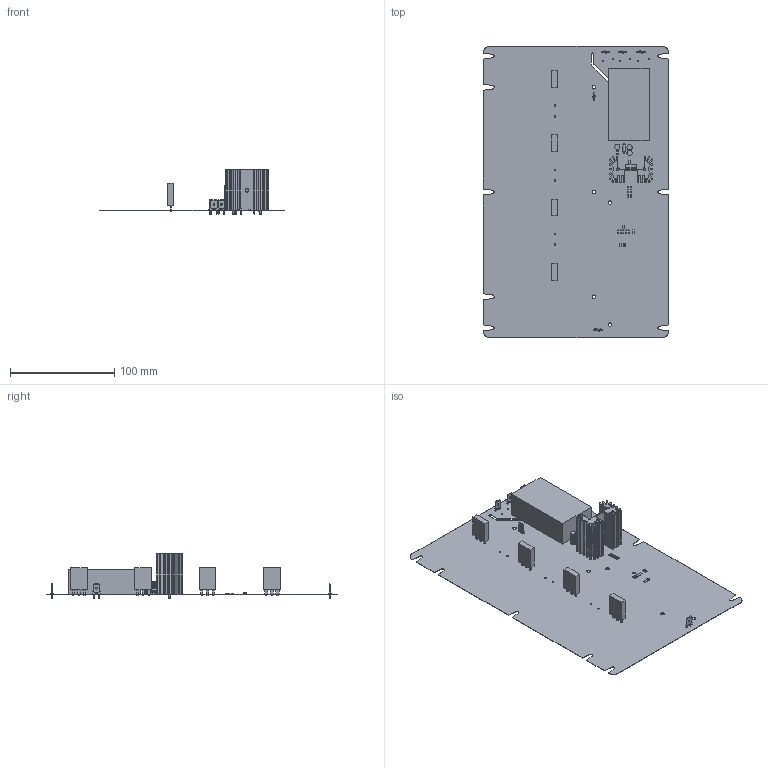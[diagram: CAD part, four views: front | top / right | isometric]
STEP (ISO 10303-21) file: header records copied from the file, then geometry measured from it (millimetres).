
FILE_DESCRIPTION(('Open CASCADE Model'),'2;1');
FILE_NAME('Open CASCADE Shape Model','2020-09-20T15:10:09',('Author'),( 'Open CASCADE'),'Open CASCADE STEP processor 6.8','Open CASCADE 6.8' ,'Unknown');
FILE_SCHEMA(('AUTOMOTIVE_DESIGN { 1 0 10303 214 1 1 1 1 }'));
Length unit declared in the file: millimetre
Products named in the file (71): PCB; Board; Open CASCADE STEP translator 6.8 3.1.1; EARTH; c-63824-1-ad-3d; U1; 6454617776; Extruded; 6454617456; R14; 6454621216; 6454620896; R11; R8; 6454620016; 6454619696; R4; R3; R2; 6454617056; Cylinder; Q3; 6454614496; 6454614256; 6454622176; Q2; Q1; P3; 6454623696; MP1; UNK_Ohmite_RA-T2X-38E_eec; RA-T2X-38E_Body; RA-T2X-38E_Pin; D2; 6454622896; 6454622496; 6454622096; C9; 6454618736; 6454618336 ...
Assembly tree (121 placements, depth 4):
  PCB
    Board
      Open CASCADE STEP translator 6.8 3.1.1
    EARTH
      c-63824-1-ad-3d
    U1
      6454617776
        Extruded
      6454617456
        Extruded
    R14
      6454621216
        Extruded
      6454620896  x2
        Extruded
    R11
      6454621216
        Extruded
      6454620896  x2
        Extruded
    R8
      6454620016
        Extruded
      6454619696  x2
        Extruded
    R4
      6454620016
        Extruded
      6454619696  x2
        Extruded
    R3
      6454620016
        Extruded
      6454619696  x2
        Extruded
    R2
      6454617056
        Cylinder
    Q3
      6454614496  x3
        Extruded
      6454614256  x3
        Extruded
      6454622176
        Extruded
    Q2
      6454614496  x3
        Extruded
      6454614256  x3
        Extruded
      6454622176
        Extruded
    Q1
      6454614496  x3
        Extruded
      6454614256  x3
        Extruded
      6454622176
        Extruded
    P3
Bounding box: 177.8 x 279.4 x 42.49 mm (x, y, z)
Volume: 109172.2 mm3; surface area: 130177.5 mm2
Topology: 74 solids, 74 shells, 1359 faces, 3427 edges, 2218 vertices
Faces by surface type: plane 935, cylinder 308, torus 116
Full cylindrical faces by diameter (mm): 0.8 x6, 0.85 x2, 0.9 x20, 1.1 x7, 1.2 x6, 1.4 x19, 1.5 x6, 1.6 x3, 2.4 x1, 2.45 x2, 3.365 x5
Entity records: 27544 total; most frequent: CARTESIAN_POINT 5447, DIRECTION 4479, ORIENTED_EDGE 4174, EDGE_CURVE 2087, AXIS2_PLACEMENT_3D 1534, LINE 1411, VECTOR 1411, VERTEX_POINT 1330
